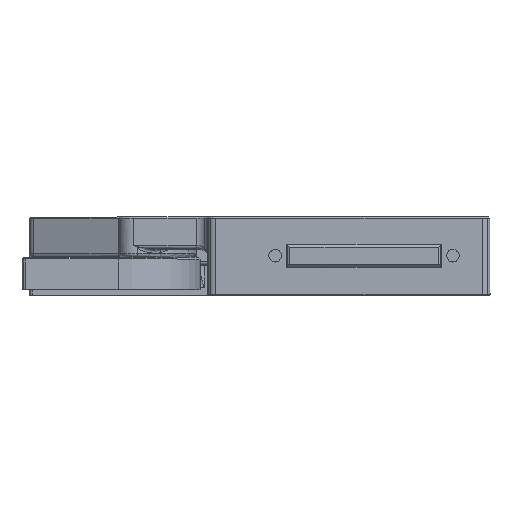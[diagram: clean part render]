
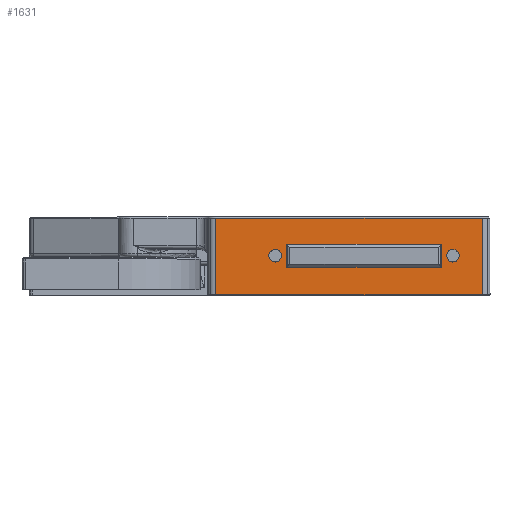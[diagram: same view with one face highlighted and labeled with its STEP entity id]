
A CAD part, top view. The second image highlights one B-rep face of the part: STEP entity #1631.
In plain terms, the highlighted planar face has unit normal (0, 0, 1).
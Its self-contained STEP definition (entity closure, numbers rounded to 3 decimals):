
#117 = DIRECTION ( 'NONE',  ( 0., 1., 0. ) ) ;
#181 = EDGE_LOOP ( 'NONE', ( #7284, #8169 ) ) ;
#241 = VERTEX_POINT ( 'NONE', #3467 ) ;
#380 = VECTOR ( 'NONE', #1668, 1000. ) ;
#675 = CARTESIAN_POINT ( 'NONE',  ( 14.8, -28., -58.096 ) ) ;
#744 = CARTESIAN_POINT ( 'NONE',  ( 24.399, -31., -58.096 ) ) ;
#782 = DIRECTION ( 'NONE',  ( 0., -1., 0. ) ) ;
#825 = ORIENTED_EDGE ( 'NONE', *, *, #1236, .F. ) ;
#846 = CARTESIAN_POINT ( 'NONE',  ( 29.999, -28., -58.096 ) ) ;
#913 = VERTEX_POINT ( 'NONE', #9069 ) ;
#1029 = DIRECTION ( 'NONE',  ( 1., 0., 0. ) ) ;
#1133 = DIRECTION ( 'NONE',  ( 1., 0., 0. ) ) ;
#1230 = VERTEX_POINT ( 'NONE', #5487 ) ;
#1236 = EDGE_CURVE ( 'NONE', #7973, #3093, #10312, .T. ) ;
#1261 = CARTESIAN_POINT ( 'NONE',  ( 32.999, -25., -58.096 ) ) ;
#1306 = DIRECTION ( 'NONE',  ( 0., 0., -1. ) ) ;
#1327 = CARTESIAN_POINT ( 'NONE',  ( 31.599, -28., -58.096 ) ) ;
#1460 = FACE_BOUND ( 'NONE', #181, .T. ) ;
#1562 = DIRECTION ( 'NONE',  ( -1., 0., 0. ) ) ;
#1605 = AXIS2_PLACEMENT_3D ( 'NONE', #846, #16072, #3296 ) ;
#1631 = ADVANCED_FACE ( 'NONE', ( #1460, #6652, #11807, #14426 ), #4355, .T. ) ;
#1668 = DIRECTION ( 'NONE',  ( 0., 1., 0. ) ) ;
#2036 = CARTESIAN_POINT ( 'NONE',  ( 77.099, -28., -58.096 ) ) ;
#2048 = LINE ( 'NONE', #7241, #9181 ) ;
#2095 = EDGE_CURVE ( 'NONE', #8996, #2384, #12980, .T. ) ;
#2285 = CARTESIAN_POINT ( 'NONE',  ( 28.399, -28., -58.096 ) ) ;
#2384 = VERTEX_POINT ( 'NONE', #1261 ) ;
#2410 = LINE ( 'NONE', #7599, #10973 ) ;
#2528 = DIRECTION ( 'NONE',  ( -1., 0., 0. ) ) ;
#2954 = LINE ( 'NONE', #14724, #380 ) ;
#2991 = VERTEX_POINT ( 'NONE', #9868 ) ;
#3060 = EDGE_LOOP ( 'NONE', ( #8442, #6839, #825, #16142 ) ) ;
#3093 = VERTEX_POINT ( 'NONE', #5196 ) ;
#3296 = DIRECTION ( 'NONE',  ( -1., 0., 0. ) ) ;
#3323 = EDGE_CURVE ( 'NONE', #2991, #8796, #9932, .T. ) ;
#3467 = CARTESIAN_POINT ( 'NONE',  ( 73.899, -28., -58.096 ) ) ;
#3615 = DIRECTION ( 'NONE',  ( -1., 0., 0. ) ) ;
#3799 = DIRECTION ( 'NONE',  ( 0., 0., -1. ) ) ;
#3870 = CARTESIAN_POINT ( 'NONE',  ( 69.499, -38., -58.096 ) ) ;
#3927 = ORIENTED_EDGE ( 'NONE', *, *, #13430, .T. ) ;
#4278 = EDGE_LOOP ( 'NONE', ( #13325, #9599 ) ) ;
#4355 = PLANE ( 'NONE',  #8478 ) ;
#4665 = DIRECTION ( 'NONE',  ( 0., 1., 0. ) ) ;
#5196 = CARTESIAN_POINT ( 'NONE',  ( 14.8, -38., -58.096 ) ) ;
#5409 = CIRCLE ( 'NONE', #13549, 1.6 ) ;
#5487 = CARTESIAN_POINT ( 'NONE',  ( 72.499, -31., -58.096 ) ) ;
#6007 = VERTEX_POINT ( 'NONE', #2036 ) ;
#6495 = EDGE_CURVE ( 'NONE', #7973, #8796, #2954, .T. ) ;
#6652 = FACE_BOUND ( 'NONE', #4278, .T. ) ;
#6679 = VECTOR ( 'NONE', #12944, 1000. ) ;
#6839 = ORIENTED_EDGE ( 'NONE', *, *, #8392, .F. ) ;
#6918 = EDGE_LOOP ( 'NONE', ( #3927, #12074, #16161, #7834 ) ) ;
#7069 = CARTESIAN_POINT ( 'NONE',  ( 82.999, -38., -58.096 ) ) ;
#7206 = AXIS2_PLACEMENT_3D ( 'NONE', #15393, #3799, #2528 ) ;
#7241 = CARTESIAN_POINT ( 'NONE',  ( 72.499, -34.5, -58.096 ) ) ;
#7284 = ORIENTED_EDGE ( 'NONE', *, *, #9721, .T. ) ;
#7512 = CARTESIAN_POINT ( 'NONE',  ( 82.999, -18.4, -58.096 ) ) ;
#7599 = CARTESIAN_POINT ( 'NONE',  ( 44.149, -25., -58.096 ) ) ;
#7650 = DIRECTION ( 'NONE',  ( 0., 0., -1. ) ) ;
#7834 = ORIENTED_EDGE ( 'NONE', *, *, #2095, .T. ) ;
#7973 = VERTEX_POINT ( 'NONE', #7069 ) ;
#8096 = EDGE_CURVE ( 'NONE', #6007, #241, #5409, .T. ) ;
#8169 = ORIENTED_EDGE ( 'NONE', *, *, #11556, .T. ) ;
#8392 = EDGE_CURVE ( 'NONE', #3093, #2991, #9738, .T. ) ;
#8442 = ORIENTED_EDGE ( 'NONE', *, *, #3323, .F. ) ;
#8478 = AXIS2_PLACEMENT_3D ( 'NONE', #13249, #12069, #11047 ) ;
#8796 = VERTEX_POINT ( 'NONE', #7512 ) ;
#8852 = CARTESIAN_POINT ( 'NONE',  ( 32.999, -31., -58.096 ) ) ;
#8996 = VERTEX_POINT ( 'NONE', #8852 ) ;
#9069 = CARTESIAN_POINT ( 'NONE',  ( 72.499, -25., -58.096 ) ) ;
#9181 = VECTOR ( 'NONE', #782, 1000. ) ;
#9324 = EDGE_CURVE ( 'NONE', #913, #1230, #2048, .T. ) ;
#9599 = ORIENTED_EDGE ( 'NONE', *, *, #8096, .T. ) ;
#9721 = EDGE_CURVE ( 'NONE', #9919, #12580, #14868, .T. ) ;
#9738 = LINE ( 'NONE', #675, #10547 ) ;
#9868 = CARTESIAN_POINT ( 'NONE',  ( 14.8, -18.4, -58.096 ) ) ;
#9919 = VERTEX_POINT ( 'NONE', #2285 ) ;
#9932 = LINE ( 'NONE', #10093, #14129 ) ;
#10093 = CARTESIAN_POINT ( 'NONE',  ( 21.399, -18.4, -58.096 ) ) ;
#10312 = LINE ( 'NONE', #3870, #6679 ) ;
#10332 = CARTESIAN_POINT ( 'NONE',  ( 75.499, -28., -58.096 ) ) ;
#10343 = EDGE_CURVE ( 'NONE', #241, #6007, #15328, .T. ) ;
#10547 = VECTOR ( 'NONE', #4665, 1000. ) ;
#10632 = CARTESIAN_POINT ( 'NONE',  ( 75.499, -28., -58.096 ) ) ;
#10973 = VECTOR ( 'NONE', #1133, 1000. ) ;
#10987 = EDGE_CURVE ( 'NONE', #1230, #8996, #12354, .T. ) ;
#11047 = DIRECTION ( 'NONE',  ( 0., -1., 0. ) ) ;
#11556 = EDGE_CURVE ( 'NONE', #12580, #9919, #11809, .T. ) ;
#11704 = CARTESIAN_POINT ( 'NONE',  ( 32.999, -31.5, -58.096 ) ) ;
#11807 = FACE_BOUND ( 'NONE', #6918, .T. ) ;
#11809 = CIRCLE ( 'NONE', #7206, 1.6 ) ;
#12069 = DIRECTION ( 'NONE',  ( 0., 0., 1. ) ) ;
#12074 = ORIENTED_EDGE ( 'NONE', *, *, #9324, .T. ) ;
#12354 = LINE ( 'NONE', #744, #16422 ) ;
#12580 = VERTEX_POINT ( 'NONE', #1327 ) ;
#12944 = DIRECTION ( 'NONE',  ( -1., 0., 0. ) ) ;
#12980 = LINE ( 'NONE', #11704, #13877 ) ;
#13249 = CARTESIAN_POINT ( 'NONE',  ( 15.8, -38., -58.096 ) ) ;
#13325 = ORIENTED_EDGE ( 'NONE', *, *, #10343, .T. ) ;
#13430 = EDGE_CURVE ( 'NONE', #2384, #913, #2410, .T. ) ;
#13549 = AXIS2_PLACEMENT_3D ( 'NONE', #10332, #7650, #15252 ) ;
#13877 = VECTOR ( 'NONE', #117, 1000. ) ;
#14129 = VECTOR ( 'NONE', #1029, 1000. ) ;
#14426 = FACE_OUTER_BOUND ( 'NONE', #3060, .T. ) ;
#14724 = CARTESIAN_POINT ( 'NONE',  ( 82.999, -38., -58.096 ) ) ;
#14868 = CIRCLE ( 'NONE', #1605, 1.6 ) ;
#15252 = DIRECTION ( 'NONE',  ( -1., 0., 0. ) ) ;
#15328 = CIRCLE ( 'NONE', #16397, 1.6 ) ;
#15393 = CARTESIAN_POINT ( 'NONE',  ( 29.999, -28., -58.096 ) ) ;
#16072 = DIRECTION ( 'NONE',  ( 0., 0., -1. ) ) ;
#16142 = ORIENTED_EDGE ( 'NONE', *, *, #6495, .T. ) ;
#16161 = ORIENTED_EDGE ( 'NONE', *, *, #10987, .T. ) ;
#16397 = AXIS2_PLACEMENT_3D ( 'NONE', #10632, #1306, #1562 ) ;
#16422 = VECTOR ( 'NONE', #3615, 1000. ) ;
